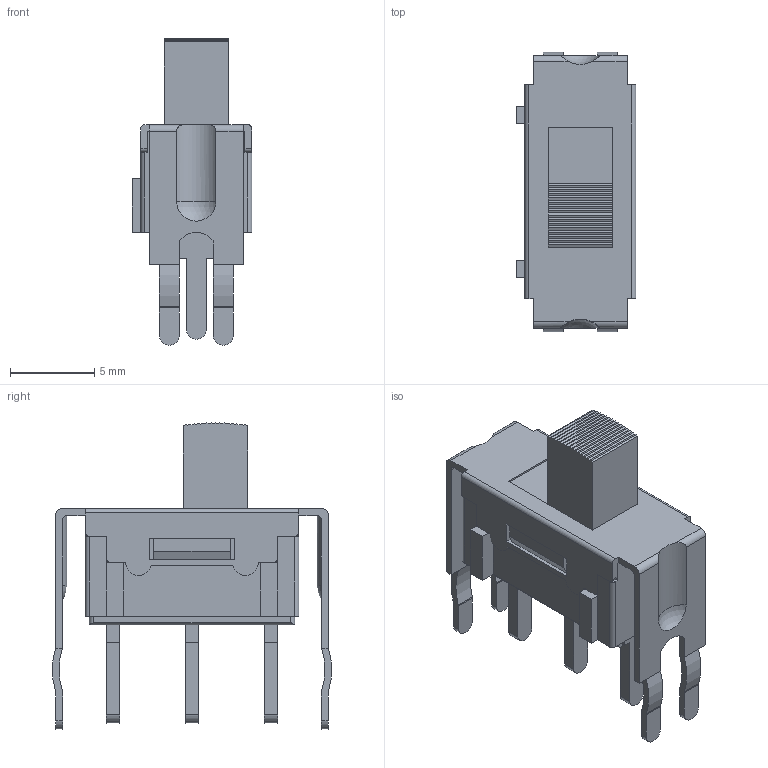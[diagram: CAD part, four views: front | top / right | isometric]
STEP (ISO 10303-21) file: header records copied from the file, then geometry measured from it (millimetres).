
FILE_DESCRIPTION(/* description */ (''),/* implementation_level */ '2;1');
FILE_NAME(/* name */ 'NKK MS12ASG13.step',/* time_stamp */ '2022-09-25T21:26:51+01:00',/* author */ (''),/* organization */ (''),/* preprocessor_version */ 'ST-DEVELOPER v19',/* originating_system */ 'Autodesk Translation Framework v11.7.0.108',/* authorisation */ '');
FILE_SCHEMA (('AUTOMOTIVE_DESIGN { 1 0 10303 214 3 1 1 }'));
Length unit declared in the file: inch
Products named in the file (5): NKK MS12ASG13; MS1AS13actu; MS1S13brac; MS1SG13trmnls; MS1S13body
Assembly tree (4 placements, depth 2):
  NKK MS12ASG13
    MS1AS13actu
    MS1S13brac
    MS1SG13trmnls
    MS1S13body
Bounding box: 7.11 x 16.61 x 18.21 mm (x, y, z)
Volume: 662.3 mm3; surface area: 1326.1 mm2
Topology: 4 solids, 4 shells, 253 faces, 689 edges, 450 vertices
Faces by surface type: plane 186, cylinder 63, sphere 4
Entity records: 8242 total; most frequent: CARTESIAN_POINT 1585, ORIENTED_EDGE 1378, DIRECTION 1313, EDGE_CURVE 689, LINE 565, VECTOR 565, VERTEX_POINT 450, AXIS2_PLACEMENT_3D 374
